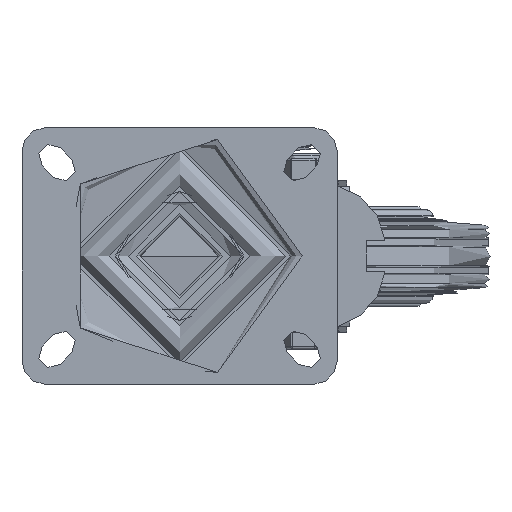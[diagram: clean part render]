
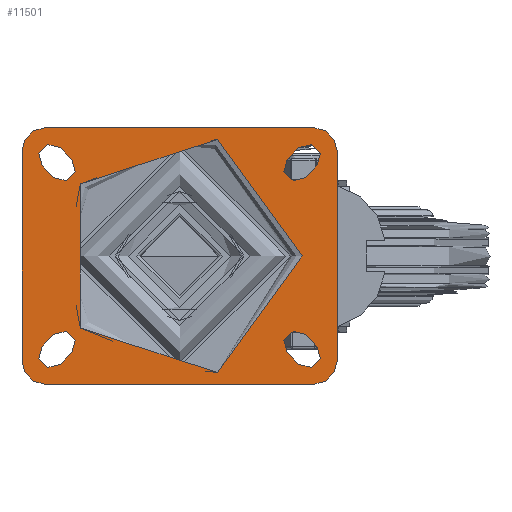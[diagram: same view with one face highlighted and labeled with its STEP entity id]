
A CAD part, top view. The second image highlights one B-rep face of the part: STEP entity #11501.
In plain terms, the highlighted planar face has unit normal (0, 0, 1).
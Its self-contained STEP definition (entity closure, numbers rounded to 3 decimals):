
#594=FACE_BOUND('',#2267,.T.);
#595=FACE_BOUND('',#2268,.T.);
#596=FACE_BOUND('',#2269,.T.);
#597=FACE_BOUND('',#2270,.T.);
#598=FACE_BOUND('',#2271,.T.);
#657=PLANE('',#12416);
#1554=FACE_OUTER_BOUND('',#2266,.T.);
#2266=EDGE_LOOP('',(#7895,#7896,#7897,#7898,#7899,#7900,#7901,#7902));
#2267=EDGE_LOOP('',(#7903));
#2268=EDGE_LOOP('',(#7904,#7905,#7906,#7907));
#2269=EDGE_LOOP('',(#7908,#7909,#7910,#7911));
#2270=EDGE_LOOP('',(#7912,#7913,#7914,#7915));
#2271=EDGE_LOOP('',(#7916,#7917,#7918,#7919));
#3022=LINE('',#19082,#3649);
#3023=LINE('',#19083,#3650);
#3024=LINE('',#19084,#3651);
#3025=LINE('',#19085,#3652);
#3026=LINE('',#19086,#3653);
#3027=LINE('',#19087,#3654);
#3028=LINE('',#19088,#3655);
#3029=LINE('',#19089,#3656);
#3030=LINE('',#19090,#3657);
#3031=LINE('',#19091,#3658);
#3032=LINE('',#19092,#3659);
#3033=LINE('',#19093,#3660);
#3649=VECTOR('',#13788,1000.);
#3650=VECTOR('',#13789,1000.);
#3651=VECTOR('',#13790,1000.);
#3652=VECTOR('',#13791,1000.);
#3653=VECTOR('',#13792,1000.);
#3654=VECTOR('',#13793,1000.);
#3655=VECTOR('',#13794,1000.);
#3656=VECTOR('',#13795,1000.);
#3657=VECTOR('',#13796,1000.);
#3658=VECTOR('',#13797,1000.);
#3659=VECTOR('',#13798,1000.);
#3660=VECTOR('',#13799,1000.);
#4234=CIRCLE('',#12324,5.5);
#4237=CIRCLE('',#12328,5.5);
#4238=CIRCLE('',#12330,5.5);
#4241=CIRCLE('',#12334,5.5);
#4242=CIRCLE('',#12336,5.5);
#4245=CIRCLE('',#12340,5.5);
#4246=CIRCLE('',#12342,5.5);
#4249=CIRCLE('',#12346,5.5);
#4250=CIRCLE('',#12348,10.);
#4252=CIRCLE('',#12351,10.);
#4254=CIRCLE('',#12354,10.);
#4256=CIRCLE('',#12357,10.);
#4263=CIRCLE('',#12366,52.494);
#4827=VERTEX_POINT('',#16644);
#4828=VERTEX_POINT('',#16645);
#4833=VERTEX_POINT('',#16656);
#4834=VERTEX_POINT('',#16658);
#4835=VERTEX_POINT('',#16662);
#4836=VERTEX_POINT('',#16663);
#4841=VERTEX_POINT('',#16674);
#4842=VERTEX_POINT('',#16676);
#4843=VERTEX_POINT('',#16680);
#4844=VERTEX_POINT('',#16681);
#4849=VERTEX_POINT('',#16692);
#4850=VERTEX_POINT('',#16694);
#4851=VERTEX_POINT('',#16698);
#4852=VERTEX_POINT('',#16699);
#4857=VERTEX_POINT('',#16710);
#4858=VERTEX_POINT('',#16712);
#4859=VERTEX_POINT('',#16716);
#4860=VERTEX_POINT('',#16717);
#4863=VERTEX_POINT('',#16725);
#4864=VERTEX_POINT('',#16726);
#4867=VERTEX_POINT('',#16734);
#4868=VERTEX_POINT('',#16735);
#4871=VERTEX_POINT('',#16743);
#4872=VERTEX_POINT('',#16744);
#4878=VERTEX_POINT('',#16760);
#5956=EDGE_CURVE('',#4827,#4828,#4234,.T.);
#5962=EDGE_CURVE('',#4834,#4833,#4237,.T.);
#5964=EDGE_CURVE('',#4835,#4836,#4238,.T.);
#5970=EDGE_CURVE('',#4842,#4841,#4241,.T.);
#5972=EDGE_CURVE('',#4843,#4844,#4242,.T.);
#5978=EDGE_CURVE('',#4850,#4849,#4245,.T.);
#5980=EDGE_CURVE('',#4851,#4852,#4246,.T.);
#5986=EDGE_CURVE('',#4858,#4857,#4249,.T.);
#5988=EDGE_CURVE('',#4859,#4860,#4250,.T.);
#5992=EDGE_CURVE('',#4863,#4864,#4252,.T.);
#5996=EDGE_CURVE('',#4867,#4868,#4254,.T.);
#6000=EDGE_CURVE('',#4871,#4872,#4256,.T.);
#6009=EDGE_CURVE('',#4878,#4878,#4263,.T.);
#6059=EDGE_CURVE('',#4864,#4867,#3022,.T.);
#6060=EDGE_CURVE('',#4860,#4863,#3023,.T.);
#6061=EDGE_CURVE('',#4872,#4859,#3024,.T.);
#6062=EDGE_CURVE('',#4868,#4871,#3025,.T.);
#6063=EDGE_CURVE('',#4833,#4827,#3026,.T.);
#6064=EDGE_CURVE('',#4828,#4834,#3027,.T.);
#6065=EDGE_CURVE('',#4841,#4835,#3028,.T.);
#6066=EDGE_CURVE('',#4836,#4842,#3029,.T.);
#6067=EDGE_CURVE('',#4849,#4843,#3030,.T.);
#6068=EDGE_CURVE('',#4844,#4850,#3031,.T.);
#6069=EDGE_CURVE('',#4857,#4851,#3032,.T.);
#6070=EDGE_CURVE('',#4852,#4858,#3033,.T.);
#7895=ORIENTED_EDGE('',*,*,#5996,.F.);
#7896=ORIENTED_EDGE('',*,*,#6059,.F.);
#7897=ORIENTED_EDGE('',*,*,#5992,.F.);
#7898=ORIENTED_EDGE('',*,*,#6060,.F.);
#7899=ORIENTED_EDGE('',*,*,#5988,.F.);
#7900=ORIENTED_EDGE('',*,*,#6061,.F.);
#7901=ORIENTED_EDGE('',*,*,#6000,.F.);
#7902=ORIENTED_EDGE('',*,*,#6062,.F.);
#7903=ORIENTED_EDGE('',*,*,#6009,.F.);
#7904=ORIENTED_EDGE('',*,*,#6063,.T.);
#7905=ORIENTED_EDGE('',*,*,#5956,.T.);
#7906=ORIENTED_EDGE('',*,*,#6064,.T.);
#7907=ORIENTED_EDGE('',*,*,#5962,.T.);
#7908=ORIENTED_EDGE('',*,*,#6065,.T.);
#7909=ORIENTED_EDGE('',*,*,#5964,.T.);
#7910=ORIENTED_EDGE('',*,*,#6066,.T.);
#7911=ORIENTED_EDGE('',*,*,#5970,.T.);
#7912=ORIENTED_EDGE('',*,*,#6067,.T.);
#7913=ORIENTED_EDGE('',*,*,#5972,.T.);
#7914=ORIENTED_EDGE('',*,*,#6068,.T.);
#7915=ORIENTED_EDGE('',*,*,#5978,.T.);
#7916=ORIENTED_EDGE('',*,*,#6069,.T.);
#7917=ORIENTED_EDGE('',*,*,#5980,.T.);
#7918=ORIENTED_EDGE('',*,*,#6070,.T.);
#7919=ORIENTED_EDGE('',*,*,#5986,.T.);
#11501=ADVANCED_FACE('',(#1554,#594,#595,#596,#597,#598),#657,.T.);
#12324=AXIS2_PLACEMENT_3D('',#16646,#13560,#13561);
#12328=AXIS2_PLACEMENT_3D('',#16659,#13571,#13572);
#12330=AXIS2_PLACEMENT_3D('',#16664,#13576,#13577);
#12334=AXIS2_PLACEMENT_3D('',#16677,#13587,#13588);
#12336=AXIS2_PLACEMENT_3D('',#16682,#13592,#13593);
#12340=AXIS2_PLACEMENT_3D('',#16695,#13603,#13604);
#12342=AXIS2_PLACEMENT_3D('',#16700,#13608,#13609);
#12346=AXIS2_PLACEMENT_3D('',#16713,#13619,#13620);
#12348=AXIS2_PLACEMENT_3D('',#16718,#13624,#13625);
#12351=AXIS2_PLACEMENT_3D('',#16727,#13632,#13633);
#12354=AXIS2_PLACEMENT_3D('',#16736,#13640,#13641);
#12357=AXIS2_PLACEMENT_3D('',#16745,#13648,#13649);
#12366=AXIS2_PLACEMENT_3D('',#16762,#13668,#13669);
#12416=AXIS2_PLACEMENT_3D('',#19081,#13786,#13787);
#13560=DIRECTION('center_axis',(0.,0.,-1.));
#13561=DIRECTION('ref_axis',(1.,0.,0.));
#13571=DIRECTION('center_axis',(0.,0.,-1.));
#13572=DIRECTION('ref_axis',(1.,0.,0.));
#13576=DIRECTION('center_axis',(0.,0.,-1.));
#13577=DIRECTION('ref_axis',(1.,0.,0.));
#13587=DIRECTION('center_axis',(0.,0.,-1.));
#13588=DIRECTION('ref_axis',(1.,0.,0.));
#13592=DIRECTION('center_axis',(0.,0.,-1.));
#13593=DIRECTION('ref_axis',(-1.,0.,0.));
#13603=DIRECTION('center_axis',(0.,0.,-1.));
#13604=DIRECTION('ref_axis',(-1.,0.,0.));
#13608=DIRECTION('center_axis',(0.,0.,-1.));
#13609=DIRECTION('ref_axis',(-1.,0.,0.));
#13619=DIRECTION('center_axis',(0.,0.,-1.));
#13620=DIRECTION('ref_axis',(-1.,0.,0.));
#13624=DIRECTION('center_axis',(0.,0.,-1.));
#13625=DIRECTION('ref_axis',(0.707,0.707,0.));
#13632=DIRECTION('center_axis',(0.,0.,-1.));
#13633=DIRECTION('ref_axis',(0.707,-0.707,0.));
#13640=DIRECTION('center_axis',(0.,0.,-1.));
#13641=DIRECTION('ref_axis',(-0.707,-0.707,0.));
#13648=DIRECTION('center_axis',(0.,0.,-1.));
#13649=DIRECTION('ref_axis',(-0.707,0.707,0.));
#13668=DIRECTION('center_axis',(0.,0.,1.));
#13669=DIRECTION('ref_axis',(-1.,0.,0.));
#13786=DIRECTION('center_axis',(0.,0.,1.));
#13787=DIRECTION('ref_axis',(1.,0.,0.));
#13788=DIRECTION('',(-1.,0.,0.));
#13789=DIRECTION('',(0.,-1.,0.));
#13790=DIRECTION('',(1.,0.,0.));
#13791=DIRECTION('',(0.,1.,0.));
#13792=DIRECTION('',(0.707,-0.707,0.));
#13793=DIRECTION('',(-0.707,0.707,0.));
#13794=DIRECTION('',(0.707,0.707,0.));
#13795=DIRECTION('',(-0.707,-0.707,0.));
#13796=DIRECTION('',(-0.707,-0.707,0.));
#13797=DIRECTION('',(0.707,0.707,0.));
#13798=DIRECTION('',(-0.707,0.707,0.));
#13799=DIRECTION('',(0.707,-0.707,0.));
#16644=CARTESIAN_POINT('',(-46.136,41.414,0.));
#16645=CARTESIAN_POINT('',(-53.914,33.636,0.));
#16646=CARTESIAN_POINT('Origin',(-50.025,37.525,0.));
#16656=CARTESIAN_POINT('',(-51.086,46.364,0.));
#16658=CARTESIAN_POINT('',(-58.864,38.586,0.));
#16659=CARTESIAN_POINT('Origin',(-54.975,42.475,0.));
#16662=CARTESIAN_POINT('',(-53.914,-33.636,0.));
#16663=CARTESIAN_POINT('',(-46.136,-41.414,0.));
#16664=CARTESIAN_POINT('Origin',(-50.025,-37.525,0.));
#16674=CARTESIAN_POINT('',(-58.864,-38.586,0.));
#16676=CARTESIAN_POINT('',(-51.086,-46.364,0.));
#16677=CARTESIAN_POINT('Origin',(-54.975,-42.475,0.));
#16680=CARTESIAN_POINT('',(53.914,33.636,0.));
#16681=CARTESIAN_POINT('',(46.136,41.414,0.));
#16682=CARTESIAN_POINT('Origin',(50.025,37.525,0.));
#16692=CARTESIAN_POINT('',(58.864,38.586,0.));
#16694=CARTESIAN_POINT('',(51.086,46.364,0.));
#16695=CARTESIAN_POINT('Origin',(54.975,42.475,0.));
#16698=CARTESIAN_POINT('',(46.136,-41.414,0.));
#16699=CARTESIAN_POINT('',(53.914,-33.636,0.));
#16700=CARTESIAN_POINT('Origin',(50.025,-37.525,0.));
#16710=CARTESIAN_POINT('',(51.086,-46.364,0.));
#16712=CARTESIAN_POINT('',(58.864,-38.586,0.));
#16713=CARTESIAN_POINT('Origin',(54.975,-42.475,0.));
#16716=CARTESIAN_POINT('',(57.5,55.,0.));
#16717=CARTESIAN_POINT('',(67.5,45.,0.));
#16718=CARTESIAN_POINT('Origin',(57.5,45.,0.));
#16725=CARTESIAN_POINT('',(67.5,-45.,0.));
#16726=CARTESIAN_POINT('',(57.5,-55.,0.));
#16727=CARTESIAN_POINT('Origin',(57.5,-45.,0.));
#16734=CARTESIAN_POINT('',(-57.5,-55.,0.));
#16735=CARTESIAN_POINT('',(-67.5,-45.,0.));
#16736=CARTESIAN_POINT('Origin',(-57.5,-45.,0.));
#16743=CARTESIAN_POINT('',(-67.5,45.,0.));
#16744=CARTESIAN_POINT('',(-57.5,55.,0.));
#16745=CARTESIAN_POINT('Origin',(-57.5,45.,0.));
#16760=CARTESIAN_POINT('',(52.494,0.,0.));
#16762=CARTESIAN_POINT('Origin',(0.,0.,0.));
#19081=CARTESIAN_POINT('Origin',(0.,0.,0.));
#19082=CARTESIAN_POINT('',(67.5,-55.,0.));
#19083=CARTESIAN_POINT('',(67.5,55.,0.));
#19084=CARTESIAN_POINT('',(-67.5,55.,0.));
#19085=CARTESIAN_POINT('',(-67.5,-55.,0.));
#19086=CARTESIAN_POINT('',(-51.086,46.364,0.));
#19087=CARTESIAN_POINT('',(-58.864,38.586,0.));
#19088=CARTESIAN_POINT('',(-58.864,-38.586,0.));
#19089=CARTESIAN_POINT('',(-51.086,-46.364,0.));
#19090=CARTESIAN_POINT('',(58.864,38.586,0.));
#19091=CARTESIAN_POINT('',(51.086,46.364,0.));
#19092=CARTESIAN_POINT('',(51.086,-46.364,0.));
#19093=CARTESIAN_POINT('',(58.864,-38.586,0.));
